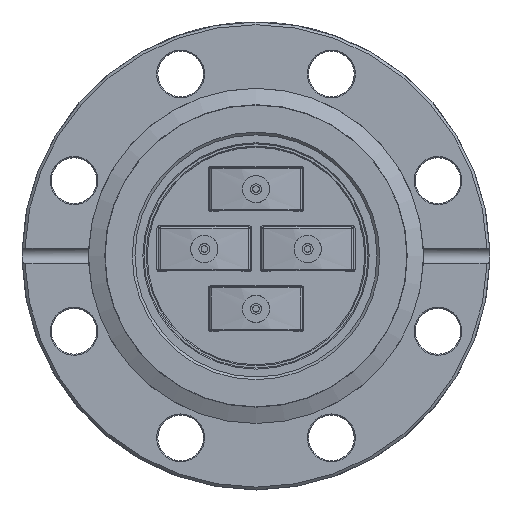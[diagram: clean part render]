
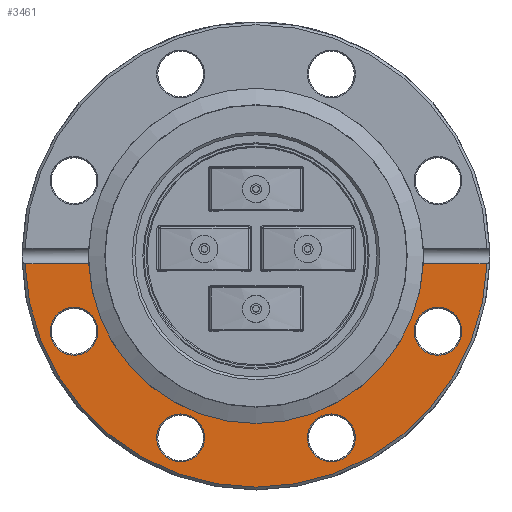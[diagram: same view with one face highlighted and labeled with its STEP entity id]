
A CAD part, top view. The second image highlights one B-rep face of the part: STEP entity #3461.
In plain terms, the highlighted planar face has unit normal (0, 0, 1).
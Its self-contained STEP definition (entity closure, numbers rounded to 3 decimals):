
#734 = VERTEX_POINT ( 'NONE', #41419 ) ;
#865 = VECTOR ( 'NONE', #16867, 1000. ) ;
#2116 = CARTESIAN_POINT ( 'NONE',  ( 13.853, -33.444, 0. ) ) ;
#2595 = EDGE_CURVE ( 'NONE', #20856, #20856, #36987, .T. ) ;
#3461 = ADVANCED_FACE ( 'NONE', ( #27735, #21838, #41545, #11522, #4534 ), #18308, .F. ) ;
#4455 = EDGE_LOOP ( 'NONE', ( #26565 ) ) ;
#4534 = FACE_OUTER_BOUND ( 'NONE', #9146, .T. ) ;
#4638 = DIRECTION ( 'NONE',  ( 0., 0., -1. ) ) ;
#5388 = VERTEX_POINT ( 'NONE', #38747 ) ;
#5395 = DIRECTION ( 'NONE',  ( 0., 1., 0. ) ) ;
#5568 = VERTEX_POINT ( 'NONE', #22250 ) ;
#6560 = EDGE_LOOP ( 'NONE', ( #19660 ) ) ;
#6804 = VERTEX_POINT ( 'NONE', #40119 ) ;
#7779 = AXIS2_PLACEMENT_3D ( 'NONE', #2116, #29228, #42605 ) ;
#8515 = CIRCLE ( 'NONE', #38612, 4.4 ) ;
#9146 = EDGE_LOOP ( 'NONE', ( #35169, #35519, #22441, #10816 ) ) ;
#9801 = ORIENTED_EDGE ( 'NONE', *, *, #2595, .T. ) ;
#9900 = CIRCLE ( 'NONE', #7779, 4.4 ) ;
#10111 = VERTEX_POINT ( 'NONE', #21482 ) ;
#10375 = EDGE_CURVE ( 'NONE', #734, #5388, #29434, .T. ) ;
#10816 = ORIENTED_EDGE ( 'NONE', *, *, #10375, .T. ) ;
#11522 = FACE_BOUND ( 'NONE', #6560, .T. ) ;
#12995 = DIRECTION ( 'NONE',  ( 0., 1., 0. ) ) ;
#14004 = CARTESIAN_POINT ( 'NONE',  ( 43., -1.414, 0. ) ) ;
#14025 = AXIS2_PLACEMENT_3D ( 'NONE', #23428, #36783, #16838 ) ;
#16102 = DIRECTION ( 'NONE',  ( 0., -1., 0. ) ) ;
#16451 = VERTEX_POINT ( 'NONE', #43173 ) ;
#16814 = EDGE_CURVE ( 'NONE', #16451, #16451, #9900, .T. ) ;
#16838 = DIRECTION ( 'NONE',  ( 0., 1., 0. ) ) ;
#16867 = DIRECTION ( 'NONE',  ( -1., 0., 0. ) ) ;
#16908 = CARTESIAN_POINT ( 'NONE',  ( -33.444, -13.853, 0. ) ) ;
#17186 = EDGE_CURVE ( 'NONE', #6804, #6804, #8515, .T. ) ;
#17921 = AXIS2_PLACEMENT_3D ( 'NONE', #23128, #36263, #16102 ) ;
#18308 = PLANE ( 'NONE',  #36669 ) ;
#19660 = ORIENTED_EDGE ( 'NONE', *, *, #17186, .T. ) ;
#19704 = DIRECTION ( 'NONE',  ( 0., 0., -1. ) ) ;
#20367 = DIRECTION ( 'NONE',  ( 1., 0., 0. ) ) ;
#20856 = VERTEX_POINT ( 'NONE', #27852 ) ;
#21135 = VECTOR ( 'NONE', #20367, 1000. ) ;
#21282 = DIRECTION ( 'NONE',  ( 0., 1., 0. ) ) ;
#21482 = CARTESIAN_POINT ( 'NONE',  ( -30.768, -1.414, 0. ) ) ;
#21838 = FACE_BOUND ( 'NONE', #35187, .T. ) ;
#22250 = CARTESIAN_POINT ( 'NONE',  ( 30.768, -1.414, 0. ) ) ;
#22441 = ORIENTED_EDGE ( 'NONE', *, *, #42608, .T. ) ;
#22491 = AXIS2_PLACEMENT_3D ( 'NONE', #22993, #19704, #22559 ) ;
#22559 = DIRECTION ( 'NONE',  ( 0., 1., 0. ) ) ;
#22993 = CARTESIAN_POINT ( 'NONE',  ( 33.444, -13.853, 0. ) ) ;
#23128 = CARTESIAN_POINT ( 'NONE',  ( 0., 0., 0. ) ) ;
#23428 = CARTESIAN_POINT ( 'NONE',  ( 0., 0., 0. ) ) ;
#24093 = CARTESIAN_POINT ( 'NONE',  ( 33.444, -9.453, 0. ) ) ;
#25333 = CARTESIAN_POINT ( 'NONE',  ( 0., 0., 0. ) ) ;
#26565 = ORIENTED_EDGE ( 'NONE', *, *, #39437, .T. ) ;
#26725 = EDGE_CURVE ( 'NONE', #10111, #5568, #35417, .T. ) ;
#27735 = FACE_BOUND ( 'NONE', #4455, .T. ) ;
#27852 = CARTESIAN_POINT ( 'NONE',  ( -13.853, -29.044, 0. ) ) ;
#28595 = AXIS2_PLACEMENT_3D ( 'NONE', #40782, #4638, #21282 ) ;
#29228 = DIRECTION ( 'NONE',  ( 0., 0., -1. ) ) ;
#29434 = CIRCLE ( 'NONE', #14025, 42.5 ) ;
#30068 = EDGE_LOOP ( 'NONE', ( #9801 ) ) ;
#30161 = CIRCLE ( 'NONE', #22491, 4.4 ) ;
#30856 = LINE ( 'NONE', #40949, #865 ) ;
#31279 = VERTEX_POINT ( 'NONE', #24093 ) ;
#33769 = DIRECTION ( 'NONE',  ( 0., 0., -1. ) ) ;
#35169 = ORIENTED_EDGE ( 'NONE', *, *, #42492, .F. ) ;
#35187 = EDGE_LOOP ( 'NONE', ( #41423 ) ) ;
#35417 = CIRCLE ( 'NONE', #17921, 30.8 ) ;
#35519 = ORIENTED_EDGE ( 'NONE', *, *, #26725, .F. ) ;
#36263 = DIRECTION ( 'NONE',  ( 0., 0., 1. ) ) ;
#36669 = AXIS2_PLACEMENT_3D ( 'NONE', #25333, #41105, #5395 ) ;
#36783 = DIRECTION ( 'NONE',  ( 0., 0., 1. ) ) ;
#36987 = CIRCLE ( 'NONE', #28595, 4.4 ) ;
#38612 = AXIS2_PLACEMENT_3D ( 'NONE', #16908, #33769, #12995 ) ;
#38747 = CARTESIAN_POINT ( 'NONE',  ( 42.476, -1.414, 0. ) ) ;
#39437 = EDGE_CURVE ( 'NONE', #31279, #31279, #30161, .T. ) ;
#40113 = LINE ( 'NONE', #14004, #21135 ) ;
#40119 = CARTESIAN_POINT ( 'NONE',  ( -33.444, -9.453, 0. ) ) ;
#40782 = CARTESIAN_POINT ( 'NONE',  ( -13.853, -33.444, 0. ) ) ;
#40949 = CARTESIAN_POINT ( 'NONE',  ( -43., -1.414, 0. ) ) ;
#41105 = DIRECTION ( 'NONE',  ( 0., 0., -1. ) ) ;
#41419 = CARTESIAN_POINT ( 'NONE',  ( -42.476, -1.414, 0. ) ) ;
#41423 = ORIENTED_EDGE ( 'NONE', *, *, #16814, .T. ) ;
#41545 = FACE_BOUND ( 'NONE', #30068, .T. ) ;
#42492 = EDGE_CURVE ( 'NONE', #5568, #5388, #40113, .T. ) ;
#42605 = DIRECTION ( 'NONE',  ( 0., 1., 0. ) ) ;
#42608 = EDGE_CURVE ( 'NONE', #10111, #734, #30856, .T. ) ;
#43173 = CARTESIAN_POINT ( 'NONE',  ( 13.853, -29.044, 0. ) ) ;
